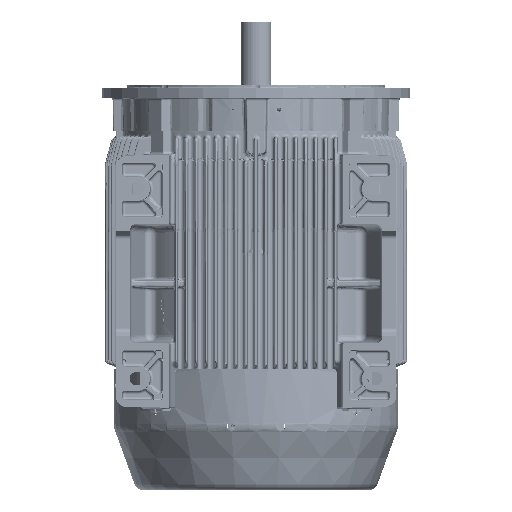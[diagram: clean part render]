
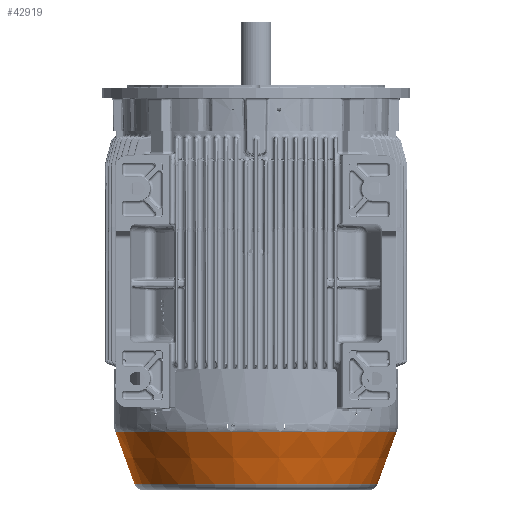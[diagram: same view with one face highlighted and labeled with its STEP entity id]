
A CAD part, front view. The second image highlights one B-rep face of the part: STEP entity #42919.
In plain terms, the highlighted conical face has half-angle 20 degrees and reference radius 259.882 mm.
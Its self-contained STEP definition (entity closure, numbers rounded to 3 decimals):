
#518=FACE_BOUND('',#59716,.T.);
#519=FACE_BOUND('',#59717,.T.);
#3674=CONICAL_SURFACE('',#195517,259.882,20.);
#42919=ADVANCED_FACE('',(#518,#519),#3674,.T.);
#59716=EDGE_LOOP('',(#90975));
#59717=EDGE_LOOP('',(#90976));
#68557=CIRCLE('',#195513,259.882);
#68559=CIRCLE('',#195516,300.485);
#90975=ORIENTED_EDGE('',*,*,#144070,.T.);
#90976=ORIENTED_EDGE('',*,*,#144068,.F.);
#122344=VERTEX_POINT('',#311477);
#122346=VERTEX_POINT('',#311482);
#144068=EDGE_CURVE('',#122344,#122344,#68557,.T.);
#144070=EDGE_CURVE('',#122346,#122346,#68559,.T.);
#195513=AXIS2_PLACEMENT_3D('',#311476,#217300,#217301);
#195516=AXIS2_PLACEMENT_3D('',#311481,#217306,#217307);
#195517=AXIS2_PLACEMENT_3D('',#311483,#217308,#217309);
#217300=DIRECTION('',(0.,0.,-1.));
#217301=DIRECTION('',(-1.,0.,0.));
#217306=DIRECTION('',(0.,0.,-1.));
#217307=DIRECTION('',(-1.,0.,0.));
#217308=DIRECTION('',(0.,0.,1.));
#217309=DIRECTION('',(1.,0.,0.));
#311476=CARTESIAN_POINT('',(0.,0.,-846.84));
#311477=CARTESIAN_POINT('',(-259.882,0.,-846.84));
#311481=CARTESIAN_POINT('',(0.,0.,-735.285));
#311482=CARTESIAN_POINT('',(-300.485,0.,-735.285));
#311483=CARTESIAN_POINT('',(0.,0.,-846.84));
